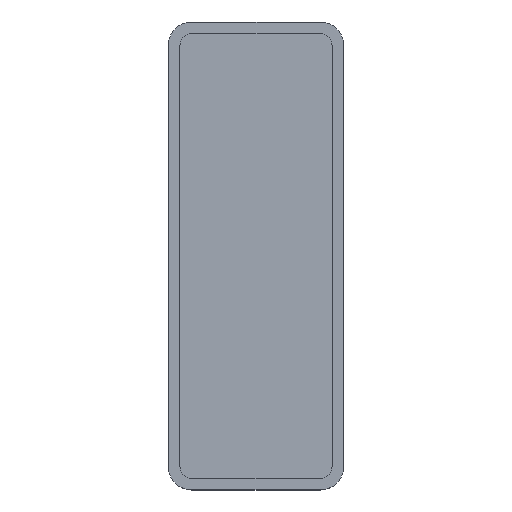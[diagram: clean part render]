
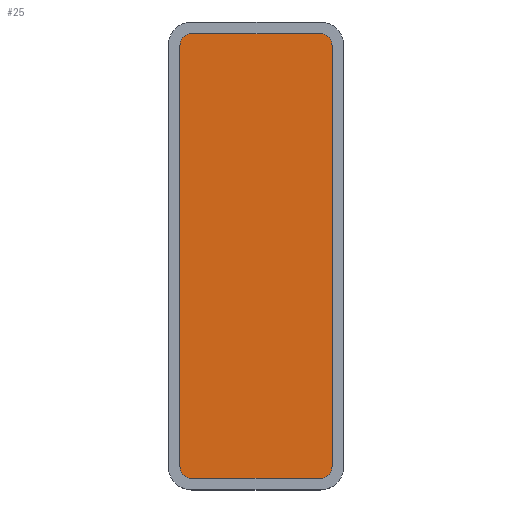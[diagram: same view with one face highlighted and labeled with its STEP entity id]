
A CAD part, top view. The second image highlights one B-rep face of the part: STEP entity #25.
In plain terms, the highlighted planar face has unit normal (0, 0, 1).
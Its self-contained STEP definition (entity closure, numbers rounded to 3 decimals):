
#25=ADVANCED_FACE('',(#44),#327,.T.);
#44=FACE_OUTER_BOUND('',#64,.T.);
#64=EDGE_LOOP('',(#129,#130,#131,#132,#133,#134,#135,#136));
#129=ORIENTED_EDGE('',*,*,#195,.F.);
#130=ORIENTED_EDGE('',*,*,#192,.F.);
#131=ORIENTED_EDGE('',*,*,#189,.F.);
#132=ORIENTED_EDGE('',*,*,#186,.F.);
#133=ORIENTED_EDGE('',*,*,#183,.F.);
#134=ORIENTED_EDGE('',*,*,#180,.F.);
#135=ORIENTED_EDGE('',*,*,#177,.F.);
#136=ORIENTED_EDGE('',*,*,#173,.F.);
#173=EDGE_CURVE('',#289,#290,#264,.T.);
#177=EDGE_CURVE('',#290,#293,#228,.T.);
#180=EDGE_CURVE('',#293,#295,#268,.T.);
#183=EDGE_CURVE('',#295,#297,#230,.T.);
#186=EDGE_CURVE('',#297,#299,#271,.T.);
#189=EDGE_CURVE('',#299,#301,#232,.T.);
#192=EDGE_CURVE('',#301,#303,#274,.T.);
#195=EDGE_CURVE('',#303,#289,#234,.T.);
#228=TRIMMED_CURVE($,#244,(#580),(#581),.T.,.CARTESIAN.);
#230=TRIMMED_CURVE($,#246,(#594),(#595),.T.,.CARTESIAN.);
#232=TRIMMED_CURVE($,#248,(#608),(#609),.T.,.CARTESIAN.);
#234=TRIMMED_CURVE($,#250,(#622),(#623),.T.,.CARTESIAN.);
#244=CIRCLE('',#439,1.);
#246=CIRCLE('',#441,1.);
#248=CIRCLE('',#443,1.);
#250=CIRCLE('',#445,1.);
#264=B_SPLINE_CURVE_WITH_KNOTS('',1,(#571,#572),.UNSPECIFIED.,.F.,.F.,(2,
2),(106.566,117.566),.UNSPECIFIED.);
#268=B_SPLINE_CURVE_WITH_KNOTS('',1,(#587,#588),.UNSPECIFIED.,.F.,.F.,(2,
2),(119.137,155.137),.UNSPECIFIED.);
#271=B_SPLINE_CURVE_WITH_KNOTS('',1,(#601,#602),.UNSPECIFIED.,.F.,.F.,(2,
2),(156.708,167.708),.UNSPECIFIED.);
#274=B_SPLINE_CURVE_WITH_KNOTS('',1,(#615,#616),.UNSPECIFIED.,.F.,.F.,(2,
2),(169.279,205.279),.UNSPECIFIED.);
#289=VERTEX_POINT('',#539);
#290=VERTEX_POINT('',#540);
#293=VERTEX_POINT('',#543);
#295=VERTEX_POINT('',#545);
#297=VERTEX_POINT('',#547);
#299=VERTEX_POINT('',#549);
#301=VERTEX_POINT('',#551);
#303=VERTEX_POINT('',#553);
#327=PLANE('',#430);
#430=AXIS2_PLACEMENT_3D('',#522,#468,$);
#439=AXIS2_PLACEMENT_3D($,#579,#477,#478);
#441=AXIS2_PLACEMENT_3D($,#593,#481,#482);
#443=AXIS2_PLACEMENT_3D($,#607,#485,#486);
#445=AXIS2_PLACEMENT_3D($,#621,#489,#490);
#468=DIRECTION('',(0.,0.,1.));
#477=DIRECTION('',(0.,0.,-1.));
#478=DIRECTION('',(0.,-1.,0.));
#481=DIRECTION('',(0.,0.,-1.));
#482=DIRECTION('',(-1.,0.,0.));
#485=DIRECTION('',(0.,0.,-1.));
#486=DIRECTION('',(0.,1.,0.));
#489=DIRECTION('',(0.,0.,-1.));
#490=DIRECTION('',(1.,0.,0.));
#522=CARTESIAN_POINT('',(9.375,25.,1.));
#539=CARTESIAN_POINT('',(5.5,-19.,1.));
#540=CARTESIAN_POINT('',(-5.5,-19.,1.));
#543=CARTESIAN_POINT('',(-6.5,-18.,1.));
#545=CARTESIAN_POINT('',(-6.5,18.,1.));
#547=CARTESIAN_POINT('',(-5.5,19.,1.));
#549=CARTESIAN_POINT('',(5.5,19.,1.));
#551=CARTESIAN_POINT('',(6.5,18.,1.));
#553=CARTESIAN_POINT('',(6.5,-18.,1.));
#571=CARTESIAN_POINT('',(5.5,-19.,1.));
#572=CARTESIAN_POINT('',(-5.5,-19.,1.));
#579=CARTESIAN_POINT('',(-5.5,-18.,1.));
#580=CARTESIAN_POINT('',(-5.5,-19.,1.));
#581=CARTESIAN_POINT('',(-6.5,-18.,1.));
#587=CARTESIAN_POINT('',(-6.5,-18.,1.));
#588=CARTESIAN_POINT('',(-6.5,18.,1.));
#593=CARTESIAN_POINT('',(-5.5,18.,1.));
#594=CARTESIAN_POINT('',(-6.5,18.,1.));
#595=CARTESIAN_POINT('',(-5.5,19.,1.));
#601=CARTESIAN_POINT('',(-5.5,19.,1.));
#602=CARTESIAN_POINT('',(5.5,19.,1.));
#607=CARTESIAN_POINT('',(5.5,18.,1.));
#608=CARTESIAN_POINT('',(5.5,19.,1.));
#609=CARTESIAN_POINT('',(6.5,18.,1.));
#615=CARTESIAN_POINT('',(6.5,18.,1.));
#616=CARTESIAN_POINT('',(6.5,-18.,1.));
#621=CARTESIAN_POINT('',(5.5,-18.,1.));
#622=CARTESIAN_POINT('',(6.5,-18.,1.));
#623=CARTESIAN_POINT('',(5.5,-19.,1.));
